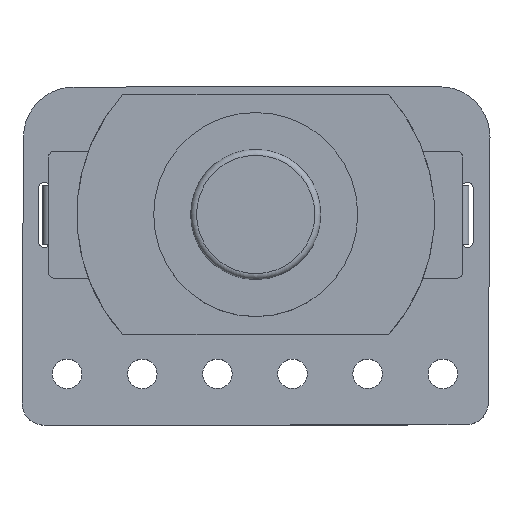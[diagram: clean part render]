
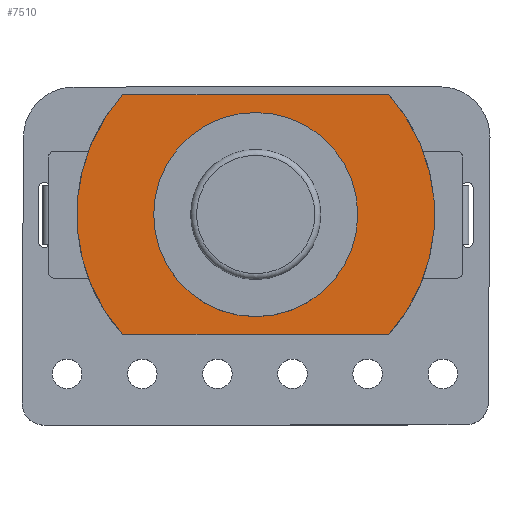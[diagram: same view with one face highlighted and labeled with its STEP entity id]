
A CAD part, top view. The second image highlights one B-rep face of the part: STEP entity #7510.
In plain terms, the highlighted planar face has unit normal (0, 0, 1).
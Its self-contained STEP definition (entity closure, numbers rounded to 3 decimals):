
#6761 = CYLINDRICAL_SURFACE('',#6762,6.05);
#6762 = AXIS2_PLACEMENT_3D('',#6763,#6764,#6765);
#6763 = CARTESIAN_POINT('',(0.,0.,0.5));
#6764 = DIRECTION('',(0.,0.,1.));
#6765 = DIRECTION('',(-0.743,0.669,0.));
#6817 = CYLINDRICAL_SURFACE('',#6818,6.05);
#6818 = AXIS2_PLACEMENT_3D('',#6819,#6820,#6821);
#6819 = CARTESIAN_POINT('',(0.,0.,0.5));
#6820 = DIRECTION('',(0.,0.,1.));
#6821 = DIRECTION('',(0.743,-0.669,0.));
#7052 = PLANE('',#7053);
#7053 = AXIS2_PLACEMENT_3D('',#7054,#7055,#7056);
#7054 = CARTESIAN_POINT('',(-4.494,-4.05,0.5));
#7055 = DIRECTION('',(0.,-1.,0.));
#7056 = DIRECTION('',(1.,0.,0.));
#7130 = PLANE('',#7131);
#7131 = AXIS2_PLACEMENT_3D('',#7132,#7133,#7134);
#7132 = CARTESIAN_POINT('',(4.494,4.05,0.5));
#7133 = DIRECTION('',(0.,1.,0.));
#7134 = DIRECTION('',(-1.,0.,0.));
#7173 = VERTEX_POINT('',#7174);
#7174 = CARTESIAN_POINT('',(-4.494,-4.05,4.));
#7195 = EDGE_CURVE('',#7196,#7173,#7198,.T.);
#7196 = VERTEX_POINT('',#7197);
#7197 = CARTESIAN_POINT('',(-4.494,4.05,4.));
#7198 = SURFACE_CURVE('',#7199,(#7204,#7211),.PCURVE_S1.);
#7199 = CIRCLE('',#7200,6.05);
#7200 = AXIS2_PLACEMENT_3D('',#7201,#7202,#7203);
#7201 = CARTESIAN_POINT('',(0.,0.,4.));
#7202 = DIRECTION('',(0.,0.,1.));
#7203 = DIRECTION('',(-0.743,0.669,0.));
#7204 = PCURVE('',#6761,#7205);
#7205 = DEFINITIONAL_REPRESENTATION('',(#7206),#7210);
#7206 = LINE('',#7207,#7208);
#7207 = CARTESIAN_POINT('',(0.,3.5));
#7208 = VECTOR('',#7209,1.);
#7209 = DIRECTION('',(1.,0.));
#7210 = ( GEOMETRIC_REPRESENTATION_CONTEXT(2) 
PARAMETRIC_REPRESENTATION_CONTEXT() REPRESENTATION_CONTEXT('2D SPACE',''
  ) );
#7211 = PCURVE('',#7212,#7217);
#7212 = PLANE('',#7213);
#7213 = AXIS2_PLACEMENT_3D('',#7214,#7215,#7216);
#7214 = CARTESIAN_POINT('',(0.,0.,4.));
#7215 = DIRECTION('',(0.,0.,1.));
#7216 = DIRECTION('',(1.,0.,-0.));
#7217 = DEFINITIONAL_REPRESENTATION('',(#7218),#7222);
#7218 = CIRCLE('',#7219,6.05);
#7219 = AXIS2_PLACEMENT_2D('',#7220,#7221);
#7220 = CARTESIAN_POINT('',(0.,0.));
#7221 = DIRECTION('',(-0.743,0.669));
#7222 = ( GEOMETRIC_REPRESENTATION_CONTEXT(2) 
PARAMETRIC_REPRESENTATION_CONTEXT() REPRESENTATION_CONTEXT('2D SPACE',''
  ) );
#7259 = CYLINDRICAL_SURFACE('',#7260,3.45);
#7260 = AXIS2_PLACEMENT_3D('',#7261,#7262,#7263);
#7261 = CARTESIAN_POINT('',(0.,0.,4.));
#7262 = DIRECTION('',(0.,0.,1.));
#7263 = DIRECTION('',(1.,0.,-0.));
#7306 = VERTEX_POINT('',#7307);
#7307 = CARTESIAN_POINT('',(-3.45,0.,4.));
#7328 = EDGE_CURVE('',#7306,#7306,#7329,.T.);
#7329 = SURFACE_CURVE('',#7330,(#7335,#7364),.PCURVE_S1.);
#7330 = CIRCLE('',#7331,3.45);
#7331 = AXIS2_PLACEMENT_3D('',#7332,#7333,#7334);
#7332 = CARTESIAN_POINT('',(0.,0.,4.));
#7333 = DIRECTION('',(0.,0.,-1.));
#7334 = DIRECTION('',(1.,0.,0.));
#7335 = PCURVE('',#7259,#7336);
#7336 = DEFINITIONAL_REPRESENTATION('',(#7337),#7363);
#7337 = B_SPLINE_CURVE_WITH_KNOTS('',3,(#7338,#7339,#7340,#7341,#7342,
    #7343,#7344,#7345,#7346,#7347,#7348,#7349,#7350,#7351,#7352,#7353,
    #7354,#7355,#7356,#7357,#7358,#7359,#7360,#7361,#7362),
  .UNSPECIFIED.,.F.,.F.,(4,1,1,1,1,1,1,1,1,1,1,1,1,1,1,1,1,1,1,1,1,1,4),
  (3.142,3.427,3.713,3.998,
    4.284,4.57,4.855,5.141,
    5.426,5.712,5.998,6.283,
    6.569,6.854,7.14,7.426,
    7.711,7.997,8.282,8.568,
    8.854,9.139,9.425),.QUASI_UNIFORM_KNOTS.);
#7338 = CARTESIAN_POINT('',(9.425,0.));
#7339 = CARTESIAN_POINT('',(9.33,0.));
#7340 = CARTESIAN_POINT('',(9.139,0.));
#7341 = CARTESIAN_POINT('',(8.854,0.));
#7342 = CARTESIAN_POINT('',(8.568,0.));
#7343 = CARTESIAN_POINT('',(8.282,0.));
#7344 = CARTESIAN_POINT('',(7.997,0.));
#7345 = CARTESIAN_POINT('',(7.711,0.));
#7346 = CARTESIAN_POINT('',(7.426,0.));
#7347 = CARTESIAN_POINT('',(7.14,0.));
#7348 = CARTESIAN_POINT('',(6.854,0.));
#7349 = CARTESIAN_POINT('',(6.569,0.));
#7350 = CARTESIAN_POINT('',(6.283,0.));
#7351 = CARTESIAN_POINT('',(5.998,0.));
#7352 = CARTESIAN_POINT('',(5.712,0.));
#7353 = CARTESIAN_POINT('',(5.426,0.));
#7354 = CARTESIAN_POINT('',(5.141,0.));
#7355 = CARTESIAN_POINT('',(4.855,0.));
#7356 = CARTESIAN_POINT('',(4.57,0.));
#7357 = CARTESIAN_POINT('',(4.284,0.));
#7358 = CARTESIAN_POINT('',(3.998,0.));
#7359 = CARTESIAN_POINT('',(3.713,0.));
#7360 = CARTESIAN_POINT('',(3.427,0.));
#7361 = CARTESIAN_POINT('',(3.237,0.));
#7362 = CARTESIAN_POINT('',(3.142,0.));
#7363 = ( GEOMETRIC_REPRESENTATION_CONTEXT(2) 
PARAMETRIC_REPRESENTATION_CONTEXT() REPRESENTATION_CONTEXT('2D SPACE',''
  ) );
#7364 = PCURVE('',#7212,#7365);
#7365 = DEFINITIONAL_REPRESENTATION('',(#7366),#7374);
#7366 = ( BOUNDED_CURVE() B_SPLINE_CURVE(2,(#7367,#7368,#7369,#7370,
#7371,#7372,#7373),.UNSPECIFIED.,.F.,.F.) B_SPLINE_CURVE_WITH_KNOTS((1,2
    ,2,2,2,1),(-2.094,0.,2.094,4.189,
6.283,8.378),.UNSPECIFIED.) CURVE() 
GEOMETRIC_REPRESENTATION_ITEM() RATIONAL_B_SPLINE_CURVE((1.,0.5,1.,0.5,
1.,0.5,1.)) REPRESENTATION_ITEM('') );
#7367 = CARTESIAN_POINT('',(3.45,0.));
#7368 = CARTESIAN_POINT('',(3.45,-5.976));
#7369 = CARTESIAN_POINT('',(-1.725,-2.988));
#7370 = CARTESIAN_POINT('',(-6.9,0.));
#7371 = CARTESIAN_POINT('',(-1.725,2.988));
#7372 = CARTESIAN_POINT('',(3.45,5.976));
#7373 = CARTESIAN_POINT('',(3.45,0.));
#7374 = ( GEOMETRIC_REPRESENTATION_CONTEXT(2) 
PARAMETRIC_REPRESENTATION_CONTEXT() REPRESENTATION_CONTEXT('2D SPACE',''
  ) );
#7386 = VERTEX_POINT('',#7387);
#7387 = CARTESIAN_POINT('',(4.494,-4.05,4.));
#7408 = EDGE_CURVE('',#7173,#7386,#7409,.T.);
#7409 = SURFACE_CURVE('',#7410,(#7414,#7421),.PCURVE_S1.);
#7410 = LINE('',#7411,#7412);
#7411 = CARTESIAN_POINT('',(-6.05,-4.05,4.));
#7412 = VECTOR('',#7413,1.);
#7413 = DIRECTION('',(1.,0.,0.));
#7414 = PCURVE('',#7052,#7415);
#7415 = DEFINITIONAL_REPRESENTATION('',(#7416),#7420);
#7416 = LINE('',#7417,#7418);
#7417 = CARTESIAN_POINT('',(-1.556,3.5));
#7418 = VECTOR('',#7419,1.);
#7419 = DIRECTION('',(1.,0.));
#7420 = ( GEOMETRIC_REPRESENTATION_CONTEXT(2) 
PARAMETRIC_REPRESENTATION_CONTEXT() REPRESENTATION_CONTEXT('2D SPACE',''
  ) );
#7421 = PCURVE('',#7212,#7422);
#7422 = DEFINITIONAL_REPRESENTATION('',(#7423),#7427);
#7423 = LINE('',#7424,#7425);
#7424 = CARTESIAN_POINT('',(-6.05,-4.05));
#7425 = VECTOR('',#7426,1.);
#7426 = DIRECTION('',(1.,0.));
#7427 = ( GEOMETRIC_REPRESENTATION_CONTEXT(2) 
PARAMETRIC_REPRESENTATION_CONTEXT() REPRESENTATION_CONTEXT('2D SPACE',''
  ) );
#7435 = EDGE_CURVE('',#7436,#7196,#7438,.T.);
#7436 = VERTEX_POINT('',#7437);
#7437 = CARTESIAN_POINT('',(4.494,4.05,4.));
#7438 = SURFACE_CURVE('',#7439,(#7443,#7450),.PCURVE_S1.);
#7439 = LINE('',#7440,#7441);
#7440 = CARTESIAN_POINT('',(6.05,4.05,4.));
#7441 = VECTOR('',#7442,1.);
#7442 = DIRECTION('',(-1.,0.,0.));
#7443 = PCURVE('',#7130,#7444);
#7444 = DEFINITIONAL_REPRESENTATION('',(#7445),#7449);
#7445 = LINE('',#7446,#7447);
#7446 = CARTESIAN_POINT('',(-1.556,3.5));
#7447 = VECTOR('',#7448,1.);
#7448 = DIRECTION('',(1.,0.));
#7449 = ( GEOMETRIC_REPRESENTATION_CONTEXT(2) 
PARAMETRIC_REPRESENTATION_CONTEXT() REPRESENTATION_CONTEXT('2D SPACE',''
  ) );
#7450 = PCURVE('',#7212,#7451);
#7451 = DEFINITIONAL_REPRESENTATION('',(#7452),#7456);
#7452 = LINE('',#7453,#7454);
#7453 = CARTESIAN_POINT('',(6.05,4.05));
#7454 = VECTOR('',#7455,1.);
#7455 = DIRECTION('',(-1.,0.));
#7456 = ( GEOMETRIC_REPRESENTATION_CONTEXT(2) 
PARAMETRIC_REPRESENTATION_CONTEXT() REPRESENTATION_CONTEXT('2D SPACE',''
  ) );
#7485 = EDGE_CURVE('',#7386,#7436,#7486,.T.);
#7486 = SURFACE_CURVE('',#7487,(#7492,#7499),.PCURVE_S1.);
#7487 = CIRCLE('',#7488,6.05);
#7488 = AXIS2_PLACEMENT_3D('',#7489,#7490,#7491);
#7489 = CARTESIAN_POINT('',(0.,0.,4.));
#7490 = DIRECTION('',(0.,0.,1.));
#7491 = DIRECTION('',(0.743,-0.669,0.));
#7492 = PCURVE('',#6817,#7493);
#7493 = DEFINITIONAL_REPRESENTATION('',(#7494),#7498);
#7494 = LINE('',#7495,#7496);
#7495 = CARTESIAN_POINT('',(0.,3.5));
#7496 = VECTOR('',#7497,1.);
#7497 = DIRECTION('',(1.,0.));
#7498 = ( GEOMETRIC_REPRESENTATION_CONTEXT(2) 
PARAMETRIC_REPRESENTATION_CONTEXT() REPRESENTATION_CONTEXT('2D SPACE',''
  ) );
#7499 = PCURVE('',#7212,#7500);
#7500 = DEFINITIONAL_REPRESENTATION('',(#7501),#7505);
#7501 = CIRCLE('',#7502,6.05);
#7502 = AXIS2_PLACEMENT_2D('',#7503,#7504);
#7503 = CARTESIAN_POINT('',(0.,0.));
#7504 = DIRECTION('',(0.743,-0.669));
#7505 = ( GEOMETRIC_REPRESENTATION_CONTEXT(2) 
PARAMETRIC_REPRESENTATION_CONTEXT() REPRESENTATION_CONTEXT('2D SPACE',''
  ) );
#7510 = ADVANCED_FACE('',(#7511,#7517),#7212,.T.);
#7511 = FACE_BOUND('',#7512,.T.);
#7512 = EDGE_LOOP('',(#7513,#7514,#7515,#7516));
#7513 = ORIENTED_EDGE('',*,*,#7485,.T.);
#7514 = ORIENTED_EDGE('',*,*,#7435,.T.);
#7515 = ORIENTED_EDGE('',*,*,#7195,.T.);
#7516 = ORIENTED_EDGE('',*,*,#7408,.T.);
#7517 = FACE_BOUND('',#7518,.T.);
#7518 = EDGE_LOOP('',(#7519));
#7519 = ORIENTED_EDGE('',*,*,#7328,.T.);
